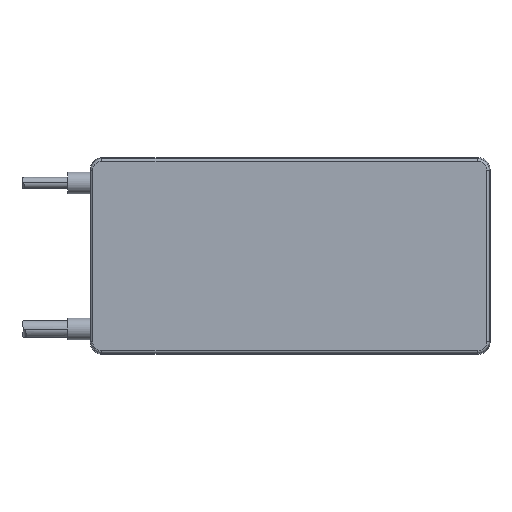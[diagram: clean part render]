
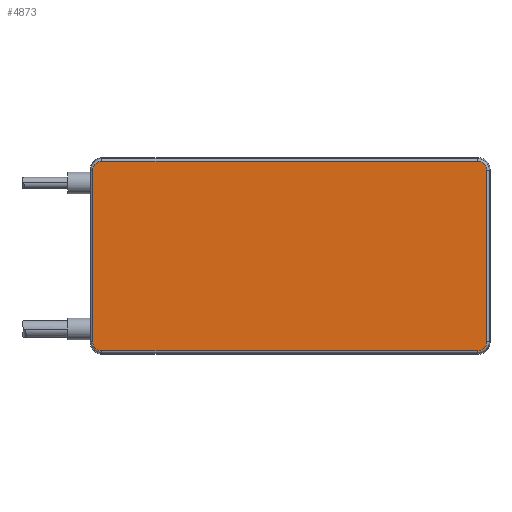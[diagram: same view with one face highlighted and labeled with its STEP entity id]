
A CAD part, front view. The second image highlights one B-rep face of the part: STEP entity #4873.
In plain terms, the highlighted planar face has unit normal (0, -1, 0).
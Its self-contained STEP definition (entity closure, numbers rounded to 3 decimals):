
#1177=DIRECTION('',(-1.,0.,0.));
#1178=VECTOR('',#1177,164.564);
#1179=CARTESIAN_POINT('',(149.731,-11.9,41.563));
#1180=LINE('',#1179,#1178);
#1181=CARTESIAN_POINT('',(153.73,-11.9,37.564));
#1182=CARTESIAN_POINT('',(153.73,-11.9,37.799));
#1183=CARTESIAN_POINT('',(153.689,-11.9,38.26));
#1184=CARTESIAN_POINT('',(153.508,-11.9,38.939));
#1185=CARTESIAN_POINT('',(153.212,-11.9,39.574));
#1186=CARTESIAN_POINT('',(152.81,-11.9,40.148));
#1187=CARTESIAN_POINT('',(152.314,-11.9,40.644));
#1188=CARTESIAN_POINT('',(151.74,-11.9,41.046));
#1189=CARTESIAN_POINT('',(151.105,-11.9,41.342));
#1190=CARTESIAN_POINT('',(150.426,-11.9,41.523));
#1191=CARTESIAN_POINT('',(149.965,-11.9,41.563));
#1192=CARTESIAN_POINT('',(149.731,-11.9,41.563));
#1194=DIRECTION('',(0.,0.,1.));
#1195=VECTOR('',#1194,75.128);
#1196=CARTESIAN_POINT('',(153.73,-11.9,
-37.564));
#1197=LINE('',#1196,#1195);
#1198=CARTESIAN_POINT('',(149.731,-11.9,
-41.563));
#1199=CARTESIAN_POINT('',(149.965,-11.9,
-41.563));
#1200=CARTESIAN_POINT('',(150.426,-11.9,
-41.523));
#1201=CARTESIAN_POINT('',(151.105,-11.9,-41.342));
#1202=CARTESIAN_POINT('',(151.74,-11.9,-41.045));
#1203=CARTESIAN_POINT('',(152.315,-11.9,-40.643));
#1204=CARTESIAN_POINT('',(152.81,-11.9,-40.148));
#1205=CARTESIAN_POINT('',(153.212,-11.9,-39.573));
#1206=CARTESIAN_POINT('',(153.508,-11.9,-38.938));
#1207=CARTESIAN_POINT('',(153.69,-11.9,
-38.259));
#1208=CARTESIAN_POINT('',(153.73,-11.9,
-37.798));
#1209=CARTESIAN_POINT('',(153.73,-11.9,
-37.564));
#1211=DIRECTION('',(1.,0.,0.));
#1212=VECTOR('',#1211,164.564);
#1213=CARTESIAN_POINT('',(-14.834,-11.9,-41.563));
#1214=LINE('',#1213,#1212);
#1215=CARTESIAN_POINT('',(-18.834,-11.9,-37.563));
#1216=CARTESIAN_POINT('',(-18.833,-11.9,
-37.797));
#1217=CARTESIAN_POINT('',(-18.793,-11.9,
-38.259));
#1218=CARTESIAN_POINT('',(-18.612,-11.9,-38.938));
#1219=CARTESIAN_POINT('',(-18.315,-11.9,-39.573));
#1220=CARTESIAN_POINT('',(-17.913,-11.9,-40.148));
#1221=CARTESIAN_POINT('',(-17.417,-11.9,-40.644));
#1222=CARTESIAN_POINT('',(-16.843,-11.9,-41.046));
#1223=CARTESIAN_POINT('',(-16.208,-11.9,-41.342));
#1224=CARTESIAN_POINT('',(-15.529,-11.9,
-41.523));
#1225=CARTESIAN_POINT('',(-15.068,-11.9,
-41.563));
#1226=CARTESIAN_POINT('',(-14.834,-11.9,-41.563));
#1228=DIRECTION('',(0.,0.,-1.));
#1229=VECTOR('',#1228,75.126);
#1230=CARTESIAN_POINT('',(-18.834,-11.9,37.563));
#1231=LINE('',#1230,#1229);
#1232=CARTESIAN_POINT('',(-14.834,-11.9,41.563));
#1233=CARTESIAN_POINT('',(-15.068,-11.9,
41.563));
#1234=CARTESIAN_POINT('',(-15.529,-11.9,
41.523));
#1235=CARTESIAN_POINT('',(-16.208,-11.9,41.342));
#1236=CARTESIAN_POINT('',(-16.843,-11.9,41.045));
#1237=CARTESIAN_POINT('',(-17.418,-11.9,40.643));
#1238=CARTESIAN_POINT('',(-17.914,-11.9,40.147));
#1239=CARTESIAN_POINT('',(-18.316,-11.9,39.573));
#1240=CARTESIAN_POINT('',(-18.612,-11.9,38.937));
#1241=CARTESIAN_POINT('',(-18.793,-11.9,
38.258));
#1242=CARTESIAN_POINT('',(-18.833,-11.9,
37.797));
#1243=CARTESIAN_POINT('',(-18.834,-11.9,37.563));
#2755=CARTESIAN_POINT('',(149.731,-11.9,41.563));
#2756=CARTESIAN_POINT('',(-14.834,-11.9,41.563));
#2757=VERTEX_POINT('',#2755);
#2758=VERTEX_POINT('',#2756);
#2763=VERTEX_POINT('',#1243);
#2765=CARTESIAN_POINT('',(-18.834,-11.9,-37.563));
#2766=VERTEX_POINT('',#2765);
#2767=VERTEX_POINT('',#1226);
#2770=CARTESIAN_POINT('',(149.731,-11.9,
-41.563));
#2771=VERTEX_POINT('',#2770);
#2956=VERTEX_POINT('',#1209);
#2958=CARTESIAN_POINT('',(153.73,-11.9,37.564));
#2959=VERTEX_POINT('',#2958);
#4851=CARTESIAN_POINT('',(67.667,-11.9,0.));
#4852=DIRECTION('',(0.,1.,0.));
#4853=DIRECTION('',(-1.,0.,0.));
#4854=AXIS2_PLACEMENT_3D('',#4851,#4852,#4853);
#4855=PLANE('',#4854);
#4857=ORIENTED_EDGE('',*,*,#4856,.F.);
#4859=ORIENTED_EDGE('',*,*,#4858,.F.);
#4861=ORIENTED_EDGE('',*,*,#4860,.F.);
#4863=ORIENTED_EDGE('',*,*,#4862,.F.);
#4865=ORIENTED_EDGE('',*,*,#4864,.F.);
#4866=ORIENTED_EDGE('',*,*,#4834,.F.);
#4868=ORIENTED_EDGE('',*,*,#4867,.F.);
#4870=ORIENTED_EDGE('',*,*,#4869,.F.);
#4871=EDGE_LOOP('',(#4857,#4859,#4861,#4863,#4865,#4866,#4868,#4870));
#4872=FACE_OUTER_BOUND('',#4871,.F.);
#4873=ADVANCED_FACE('',(#4872),#4855,.F.);
#1193=B_SPLINE_CURVE_WITH_KNOTS('',3,(#1181,#1182,#1183,#1184,#1185,#1186,#1187,
#1188,#1189,#1190,#1191,#1192),.UNSPECIFIED.,.F.,.F.,(4,1,1,1,1,1,1,1,1,4),
(0.,0.111,0.222,0.333,0.444,
0.556,0.667,0.778,0.889,1.),
.UNSPECIFIED.);
#1210=B_SPLINE_CURVE_WITH_KNOTS('',3,(#1198,#1199,#1200,#1201,#1202,#1203,#1204,
#1205,#1206,#1207,#1208,#1209),.UNSPECIFIED.,.F.,.F.,(4,1,1,1,1,1,1,1,1,4),
(0.,0.111,0.222,0.333,0.444,
0.556,0.667,0.778,0.889,1.),
.UNSPECIFIED.);
#1227=B_SPLINE_CURVE_WITH_KNOTS('',3,(#1215,#1216,#1217,#1218,#1219,#1220,#1221,
#1222,#1223,#1224,#1225,#1226),.UNSPECIFIED.,.F.,.F.,(4,1,1,1,1,1,1,1,1,4),
(0.,0.111,0.222,0.333,0.444,
0.556,0.667,0.778,0.889,1.),
.UNSPECIFIED.);
#1244=B_SPLINE_CURVE_WITH_KNOTS('',3,(#1232,#1233,#1234,#1235,#1236,#1237,#1238,
#1239,#1240,#1241,#1242,#1243),.UNSPECIFIED.,.F.,.F.,(4,1,1,1,1,1,1,1,1,4),
(0.,0.111,0.222,0.333,0.444,
0.556,0.667,0.778,0.889,1.),
.UNSPECIFIED.);
#4834=EDGE_CURVE('',#2766,#2767,#1227,.T.);
#4856=EDGE_CURVE('',#2757,#2758,#1180,.T.);
#4858=EDGE_CURVE('',#2959,#2757,#1193,.T.);
#4860=EDGE_CURVE('',#2956,#2959,#1197,.T.);
#4862=EDGE_CURVE('',#2771,#2956,#1210,.T.);
#4864=EDGE_CURVE('',#2767,#2771,#1214,.T.);
#4867=EDGE_CURVE('',#2763,#2766,#1231,.T.);
#4869=EDGE_CURVE('',#2758,#2763,#1244,.T.);
